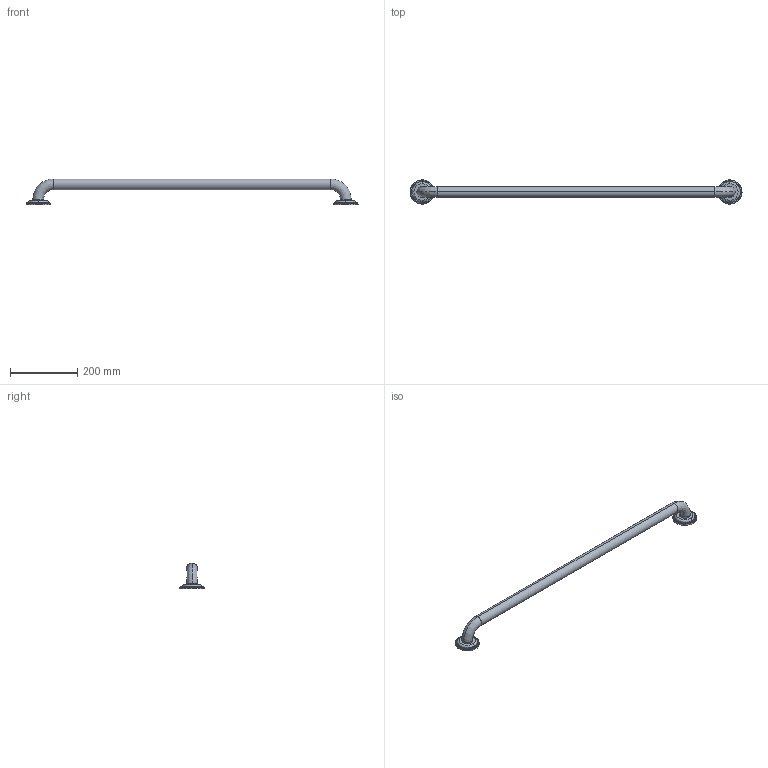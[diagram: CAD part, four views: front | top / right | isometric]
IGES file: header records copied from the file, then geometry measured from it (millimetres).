
Start section:  PTC IGES file: 22-40.igs
Global section: file name: 22-40.igs; native system: Pro/ENGINEER by Parametric Technology Corporation; preprocessor: 2009300; author: ramkumar; organization: Unknown; date: 20100823.114117; units: inch
Bounding box: 986.66 x 72.26 x 76.76 mm (x, y, z)
Surface area: 130844.5 mm2 (no closed solid volume)
Topology: 0 solids, 11 shells, 396 faces, 1036 edges, 650 vertices
Faces by surface type: revolution 386, bspline 10
